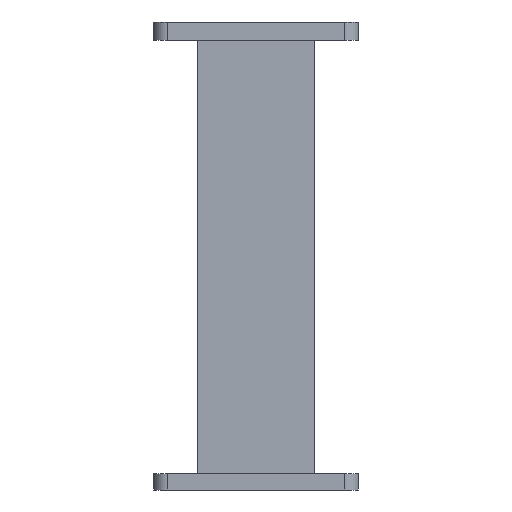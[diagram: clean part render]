
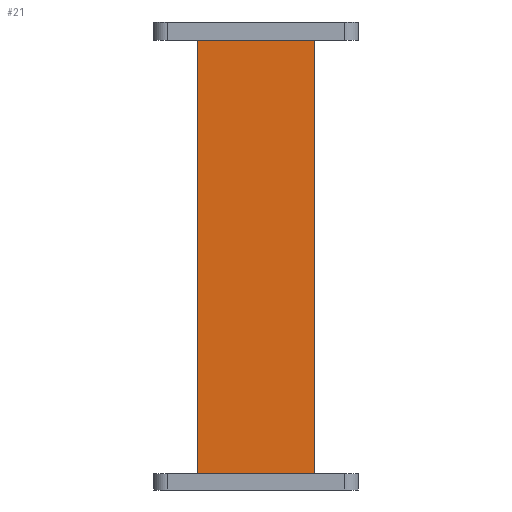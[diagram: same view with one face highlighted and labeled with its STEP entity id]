
A CAD part, front view. The second image highlights one B-rep face of the part: STEP entity #21.
In plain terms, the highlighted planar face has unit normal (0, -1, 0).
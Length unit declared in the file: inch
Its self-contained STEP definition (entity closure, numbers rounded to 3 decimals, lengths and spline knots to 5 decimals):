
#21 = ADVANCED_FACE ( 'NONE', ( #376 ), #1514, .F. ) ;
#156 = CARTESIAN_POINT ( 'NONE',  ( 1., -0.5, 3.68504 ) ) ;
#237 = VECTOR ( 'NONE', #2277, 39.37008 ) ;
#349 = DIRECTION ( 'NONE',  ( 0., 0., -1. ) ) ;
#376 = FACE_OUTER_BOUND ( 'NONE', #1517, .T. ) ;
#490 = CARTESIAN_POINT ( 'NONE',  ( -1., -0.5, -3.72441 ) ) ;
#582 = VERTEX_POINT ( 'NONE', #2909 ) ;
#753 = VERTEX_POINT ( 'NONE', #2136 ) ;
#831 = VERTEX_POINT ( 'NONE', #1688 ) ;
#1052 = CARTESIAN_POINT ( 'NONE',  ( -1., -0.5, 4. ) ) ;
#1124 = VECTOR ( 'NONE', #349, 39.37008 ) ;
#1232 = ORIENTED_EDGE ( 'NONE', *, *, #1927, .F. ) ;
#1300 = ORIENTED_EDGE ( 'NONE', *, *, #2235, .F. ) ;
#1364 = ORIENTED_EDGE ( 'NONE', *, *, #1433, .T. ) ;
#1433 = EDGE_CURVE ( 'NONE', #753, #831, #1856, .T. ) ;
#1488 = EDGE_CURVE ( 'NONE', #582, #753, #2159, .T. ) ;
#1514 = PLANE ( 'NONE',  #2906 ) ;
#1517 = EDGE_LOOP ( 'NONE', ( #1300, #1888, #1364, #1232 ) ) ;
#1633 = LINE ( 'NONE', #2085, #237 ) ;
#1680 = VERTEX_POINT ( 'NONE', #156 ) ;
#1684 = CARTESIAN_POINT ( 'NONE',  ( 1., -0.5, 4. ) ) ;
#1688 = CARTESIAN_POINT ( 'NONE',  ( 1., -0.5, -3.72441 ) ) ;
#1840 = DIRECTION ( 'NONE',  ( 1., 0., 0. ) ) ;
#1856 = LINE ( 'NONE', #490, #2364 ) ;
#1888 = ORIENTED_EDGE ( 'NONE', *, *, #1488, .T. ) ;
#1927 = EDGE_CURVE ( 'NONE', #1680, #831, #2638, .T. ) ;
#2000 = DIRECTION ( 'NONE',  ( 1., 0., 0. ) ) ;
#2085 = CARTESIAN_POINT ( 'NONE',  ( 0., -0.5, 3.68504 ) ) ;
#2136 = CARTESIAN_POINT ( 'NONE',  ( -1., -0.5, -3.72441 ) ) ;
#2159 = LINE ( 'NONE', #2386, #1124 ) ;
#2235 = EDGE_CURVE ( 'NONE', #582, #1680, #1633, .T. ) ;
#2277 = DIRECTION ( 'NONE',  ( 1., 0., 0. ) ) ;
#2364 = VECTOR ( 'NONE', #1840, 39.37008 ) ;
#2386 = CARTESIAN_POINT ( 'NONE',  ( -1., -0.5, 4. ) ) ;
#2411 = DIRECTION ( 'NONE',  ( 0., 1., 0. ) ) ;
#2638 = LINE ( 'NONE', #1684, #2799 ) ;
#2799 = VECTOR ( 'NONE', #2850, 39.37008 ) ;
#2850 = DIRECTION ( 'NONE',  ( 0., 0., -1. ) ) ;
#2906 = AXIS2_PLACEMENT_3D ( 'NONE', #1052, #2411, #2000 ) ;
#2909 = CARTESIAN_POINT ( 'NONE',  ( -1., -0.5, 3.68504 ) ) ;
